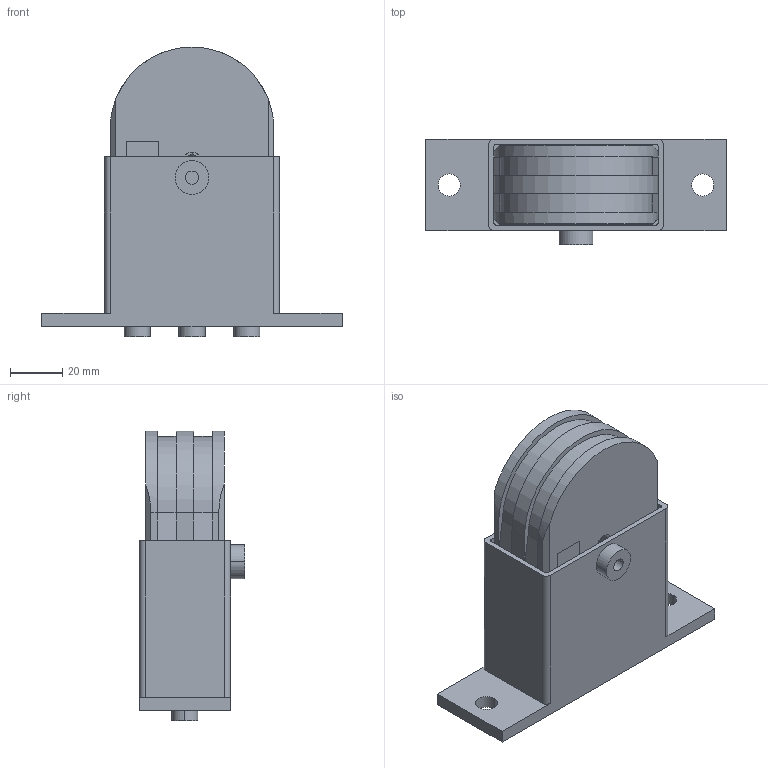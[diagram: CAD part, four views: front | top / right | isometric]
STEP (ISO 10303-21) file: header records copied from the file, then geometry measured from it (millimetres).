
FILE_DESCRIPTION(('STEP AP214'),'1');
FILE_NAME('cctmp_E724529F-FAC4-4256-ADF2-4A18F8FD1684_2023_6_21_12_34_10_591..stp','2023-06-21T10:34:10',('Murtfeldt Kunststoffe GmbH & Co.KG'),('CADClick - www.CADClick.com'),'Spatial InterOp 3D',' ','unknown authorization');
FILE_SCHEMA(('AUTOMOTIVE_DESIGN'));
Length unit declared in the file: millimetre
Products named in the file (1): 1
Bounding box: 115 x 40.5 x 111 mm (x, y, z)
Volume: 194404.8 mm3; surface area: 57919.1 mm2
Topology: 5 solids, 5 shells, 103 faces, 254 edges, 167 vertices
Faces by surface type: plane 67, cylinder 31, cone 5
Entity records: 3999 total; most frequent: CARTESIAN_POINT 596, DIRECTION 532, ORIENTED_EDGE 506, EDGE_CURVE 253, LINE 180, VECTOR 180, AXIS2_PLACEMENT_3D 176, VERTEX_POINT 167
